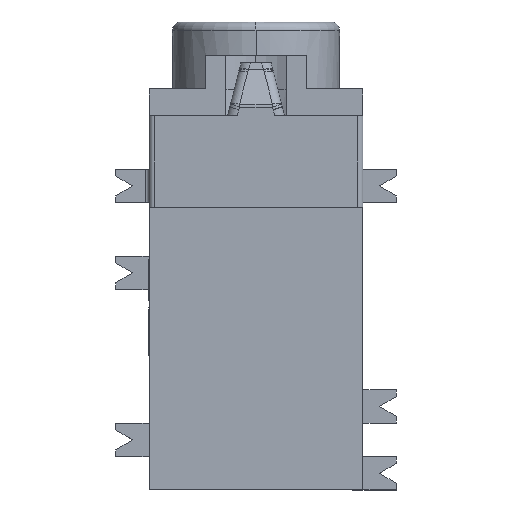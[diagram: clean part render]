
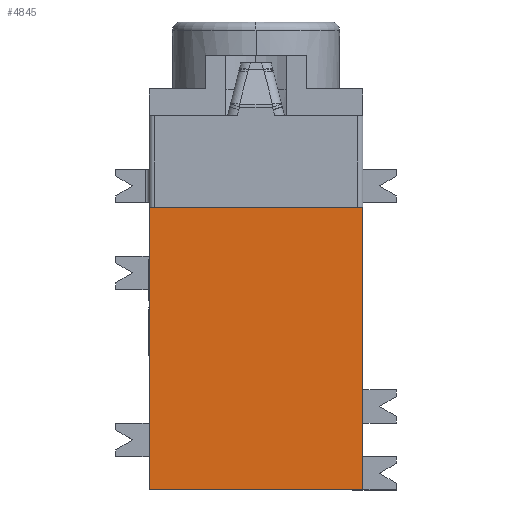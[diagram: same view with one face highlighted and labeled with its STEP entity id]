
A CAD part, top view. The second image highlights one B-rep face of the part: STEP entity #4845.
In plain terms, the highlighted planar face has unit normal (0, 0, 1).
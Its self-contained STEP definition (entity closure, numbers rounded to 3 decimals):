
#2994 = VERTEX_POINT('',#2995);
#2995 = CARTESIAN_POINT('',(-3.2,3.75,
    4.1));
#3042 = VERTEX_POINT('',#3043);
#3043 = CARTESIAN_POINT('',(-3.2,-4.7,
    4.1));
#3049 = EDGE_CURVE('',#2994,#3042,#3050,.T.);
#3050 = LINE('',#3051,#3052);
#3051 = CARTESIAN_POINT('',(-3.2,-4.7,
    4.1));
#3052 = VECTOR('',#3053,1.);
#3053 = DIRECTION('',(-0.,-1.,-0.));
#4682 = VERTEX_POINT('',#4683);
#4683 = CARTESIAN_POINT('',(3.2,-4.7,4.1
    ));
#4689 = EDGE_CURVE('',#3042,#4682,#4690,.T.);
#4690 = LINE('',#4691,#4692);
#4691 = CARTESIAN_POINT('',(-3.2,-4.7,
    4.1));
#4692 = VECTOR('',#4693,1.);
#4693 = DIRECTION('',(1.,0.,0.));
#4726 = VERTEX_POINT('',#4727);
#4727 = CARTESIAN_POINT('',(3.2,3.75,4.1
    ));
#4733 = EDGE_CURVE('',#4682,#4726,#4734,.T.);
#4734 = LINE('',#4735,#4736);
#4735 = CARTESIAN_POINT('',(3.2,-4.7,4.1
    ));
#4736 = VECTOR('',#4737,1.);
#4737 = DIRECTION('',(0.,1.,0.));
#4845 = ADVANCED_FACE('',(#4846),#4857,.F.);
#4846 = FACE_BOUND('',#4847,.T.);
#4847 = EDGE_LOOP('',(#4848,#4849,#4855,#4856));
#4848 = ORIENTED_EDGE('',*,*,#4733,.T.);
#4849 = ORIENTED_EDGE('',*,*,#4850,.T.);
#4850 = EDGE_CURVE('',#4726,#2994,#4851,.T.);
#4851 = LINE('',#4852,#4853);
#4852 = CARTESIAN_POINT('',(0.,3.75,4.1));
#4853 = VECTOR('',#4854,1.);
#4854 = DIRECTION('',(-1.,0.,0.));
#4855 = ORIENTED_EDGE('',*,*,#3049,.T.);
#4856 = ORIENTED_EDGE('',*,*,#4689,.T.);
#4857 = PLANE('',#4858);
#4858 = AXIS2_PLACEMENT_3D('',#4859,#4860,#4861);
#4859 = CARTESIAN_POINT('',(0.,4.9,4.1));
#4860 = DIRECTION('',(0.,0.,-1.));
#4861 = DIRECTION('',(-1.,0.,0.));
